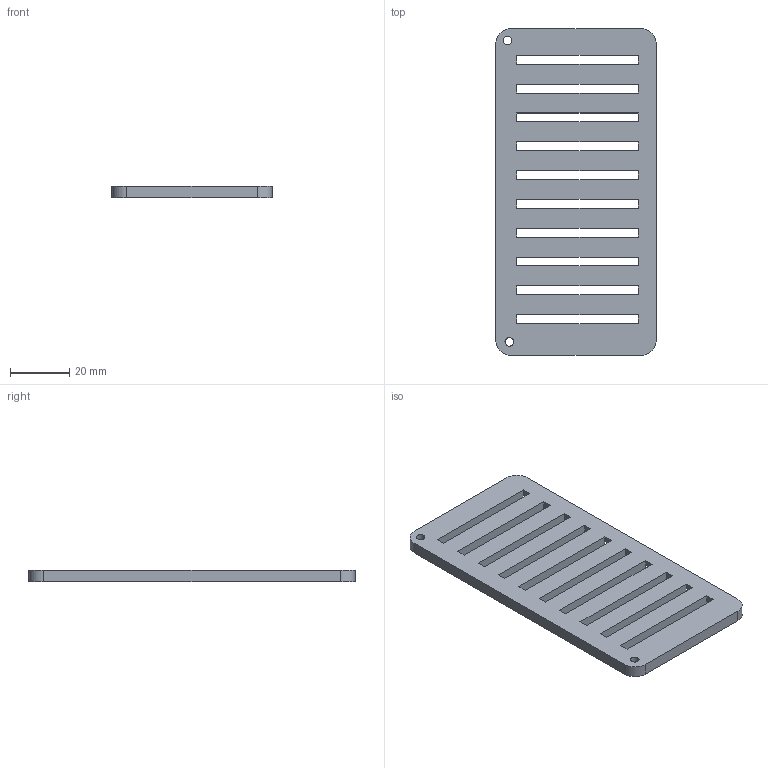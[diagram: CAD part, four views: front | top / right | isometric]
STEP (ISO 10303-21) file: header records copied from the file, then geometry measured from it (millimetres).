
FILE_DESCRIPTION(/* description */ (''),/* implementation_level */ '2;1');
FILE_NAME(/* name */ '00_Case_Powersupply_Galvo_lid.ipt.step',/* time_stamp */ '2022-11-29T07:37:19+01:00',/* author */ ('wanghaoran'),/* organization */ (''),/* preprocessor_version */ 'ST-DEVELOPER v18.1',/* originating_system */ 'Autodesk Inventor 2022',/* authorisation */ '');
FILE_SCHEMA (('AUTOMOTIVE_DESIGN { 1 0 10303 214 3 1 1 }'));
Length unit declared in the file: millimetre
Products named in the file (1): 00_Case_Powersupply_Galvo_lid
Bounding box: 54 x 110 x 4 mm (x, y, z)
Volume: 17877.3 mm3; surface area: 14529.2 mm2
Topology: 1 solids, 1 shells, 67 faces, 202 edges, 128 vertices
Faces by surface type: plane 61, cylinder 6
Full cylindrical faces by diameter (mm): 2.9 x2
Entity records: 2297 total; most frequent: ORIENTED_EDGE 404, CARTESIAN_POINT 398, DIRECTION 350, EDGE_CURVE 202, LINE 190, VECTOR 190, VERTEX_POINT 128, EDGE_LOOP 82
